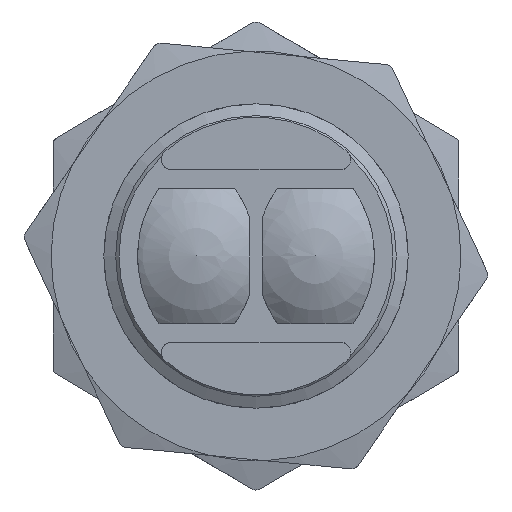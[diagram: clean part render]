
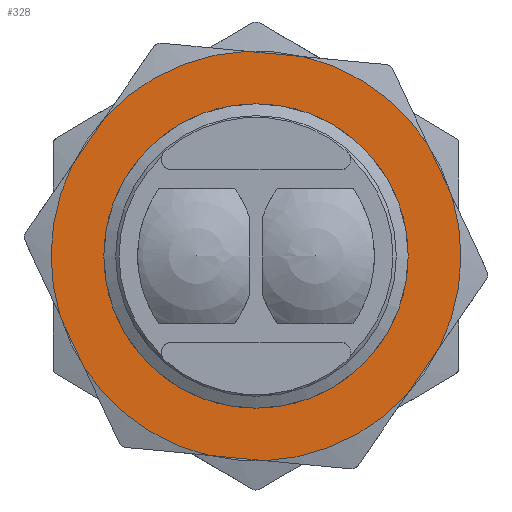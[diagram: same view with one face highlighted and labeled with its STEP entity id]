
A CAD part, left-side view. The second image highlights one B-rep face of the part: STEP entity #328.
In plain terms, the highlighted face is planar.
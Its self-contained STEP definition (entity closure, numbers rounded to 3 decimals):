
#328 = ADVANCED_FACE( '', ( #677, #678 ), #679, .F. );
#677 = FACE_BOUND( '', #1048, .T. );
#678 = FACE_OUTER_BOUND( '', #1049, .T. );
#679 = PLANE( '', #1050 );
#1048 = EDGE_LOOP( '', ( #1792 ) );
#1049 = EDGE_LOOP( '', ( #1793, #1794, #1795, #1796, #1797, #1798, #1799, #1800, #1801, #1802, #1803, #1804 ) );
#1050 = AXIS2_PLACEMENT_3D( '', #1805, #1806, #1807 );
#1792 = ORIENTED_EDGE( '', *, *, #2269, .T. );
#1793 = ORIENTED_EDGE( '', *, *, #2396, .F. );
#1794 = ORIENTED_EDGE( '', *, *, #2284, .T. );
#1795 = ORIENTED_EDGE( '', *, *, #2382, .F. );
#1796 = ORIENTED_EDGE( '', *, *, #2188, .T. );
#1797 = ORIENTED_EDGE( '', *, *, #2397, .F. );
#1798 = ORIENTED_EDGE( '', *, *, #2295, .T. );
#1799 = ORIENTED_EDGE( '', *, *, #2197, .F. );
#1800 = ORIENTED_EDGE( '', *, *, #2398, .T. );
#1801 = ORIENTED_EDGE( '', *, *, #2247, .F. );
#1802 = ORIENTED_EDGE( '', *, *, #2399, .T. );
#1803 = ORIENTED_EDGE( '', *, *, #2220, .F. );
#1804 = ORIENTED_EDGE( '', *, *, #2279, .T. );
#1805 = CARTESIAN_POINT( '', ( -13.918, 0., 4. ) );
#1806 = DIRECTION( '', ( 0., 0., -1. ) );
#1807 = DIRECTION( '', ( -1., 0., 0. ) );
#2188 = EDGE_CURVE( '', #2506, #2511, #2513, .F. );
#2197 = EDGE_CURVE( '', #2528, #2516, #2530, .T. );
#2220 = EDGE_CURVE( '', #2568, #2559, #2570, .T. );
#2247 = EDGE_CURVE( '', #2613, #2603, #2615, .T. );
#2269 = EDGE_CURVE( '', #2652, #2652, #2653, .T. );
#2279 = EDGE_CURVE( '', #2568, #2665, #2667, .F. );
#2284 = EDGE_CURVE( '', #2669, #2674, #2676, .F. );
#2295 = EDGE_CURVE( '', #2688, #2516, #2692, .F. );
#2382 = EDGE_CURVE( '', #2506, #2674, #2812, .T. );
#2396 = EDGE_CURVE( '', #2669, #2665, #2829, .T. );
#2397 = EDGE_CURVE( '', #2688, #2511, #2830, .T. );
#2398 = EDGE_CURVE( '', #2528, #2603, #2831, .F. );
#2399 = EDGE_CURVE( '', #2613, #2559, #2832, .F. );
#2506 = VERTEX_POINT( '', #3040 );
#2511 = VERTEX_POINT( '', #3053 );
#2513 = CIRCLE( '', #3058, 12.118 );
#2516 = VERTEX_POINT( '', #3061 );
#2528 = VERTEX_POINT( '', #3085 );
#2530 = LINE( '', #3090, #3091 );
#2559 = VERTEX_POINT( '', #3137 );
#2568 = VERTEX_POINT( '', #3157 );
#2570 = LINE( '', #3162, #3163 );
#2603 = VERTEX_POINT( '', #3210 );
#2613 = VERTEX_POINT( '', #3231 );
#2615 = LINE( '', #3236, #3237 );
#2652 = VERTEX_POINT( '', #3294 );
#2653 = CIRCLE( '', #3295, 9. );
#2665 = VERTEX_POINT( '', #3307 );
#2667 = CIRCLE( '', #3312, 12.118 );
#2669 = VERTEX_POINT( '', #3314 );
#2674 = VERTEX_POINT( '', #3327 );
#2676 = CIRCLE( '', #3332, 12.118 );
#2688 = VERTEX_POINT( '', #3354 );
#2692 = CIRCLE( '', #3366, 12.118 );
#2812 = LINE( '', #3612, #3613 );
#2829 = LINE( '', #3662, #3663 );
#2830 = LINE( '', #3664, #3665 );
#2831 = CIRCLE( '', #3666, 12.118 );
#2832 = CIRCLE( '', #3667, 12.118 );
#3040 = CARTESIAN_POINT( '', ( 1.69, -12., 4. ) );
#3053 = CARTESIAN_POINT( '', ( 9.489, -7.537, 4. ) );
#3058 = AXIS2_PLACEMENT_3D( '', #3813, #3814, #3815 );
#3061 = CARTESIAN_POINT( '', ( 11.202, 4.622, 4. ) );
#3085 = CARTESIAN_POINT( '', ( 9.489, 7.537, 4. ) );
#3090 = CARTESIAN_POINT( '', ( 13.918, 0., 4. ) );
#3091 = VECTOR( '', #3819, 1000. );
#3137 = CARTESIAN_POINT( '', ( -9.489, 7.537, 4. ) );
#3157 = CARTESIAN_POINT( '', ( -11.202, 4.622, 4. ) );
#3162 = CARTESIAN_POINT( '', ( -13.918, 0., 4. ) );
#3163 = VECTOR( '', #3838, 1000. );
#3210 = CARTESIAN_POINT( '', ( 1.69, 12., 4. ) );
#3231 = CARTESIAN_POINT( '', ( -1.69, 12., 4. ) );
#3236 = CARTESIAN_POINT( '', ( -6.867, 12., 4. ) );
#3237 = VECTOR( '', #3866, 1000. );
#3294 = CARTESIAN_POINT( '', ( -9., 0., 4. ) );
#3295 = AXIS2_PLACEMENT_3D( '', #3891, #3892, #3893 );
#3307 = CARTESIAN_POINT( '', ( -11.202, -4.622, 4. ) );
#3312 = AXIS2_PLACEMENT_3D( '', #3906, #3907, #3908 );
#3314 = CARTESIAN_POINT( '', ( -9.489, -7.537, 4. ) );
#3327 = CARTESIAN_POINT( '', ( -1.69, -12., 4. ) );
#3332 = AXIS2_PLACEMENT_3D( '', #3909, #3910, #3911 );
#3354 = CARTESIAN_POINT( '', ( 11.202, -4.622, 4. ) );
#3366 = AXIS2_PLACEMENT_3D( '', #3917, #3918, #3919 );
#3612 = CARTESIAN_POINT( '', ( -6.867, -12., 4. ) );
#3613 = VECTOR( '', #4020, 1000. );
#3662 = CARTESIAN_POINT( '', ( -13.918, 0., 4. ) );
#3663 = VECTOR( '', #4028, 1000. );
#3664 = CARTESIAN_POINT( '', ( 13.918, 0., 4. ) );
#3665 = VECTOR( '', #4029, 1000. );
#3666 = AXIS2_PLACEMENT_3D( '', #4030, #4031, #4032 );
#3667 = AXIS2_PLACEMENT_3D( '', #4033, #4034, #4035 );
#3813 = CARTESIAN_POINT( '', ( 0., 0., 4. ) );
#3814 = DIRECTION( '', ( 0., 0., -1. ) );
#3815 = DIRECTION( '', ( -1., 0., 0. ) );
#3819 = DIRECTION( '', ( 0.507, -0.862, 0. ) );
#3838 = DIRECTION( '', ( 0.507, 0.862, 0. ) );
#3866 = DIRECTION( '', ( 1., 0., 0. ) );
#3891 = CARTESIAN_POINT( '', ( 0., 0., 4. ) );
#3892 = DIRECTION( '', ( 0., 0., -1. ) );
#3893 = DIRECTION( '', ( -1., 0., 0. ) );
#3906 = CARTESIAN_POINT( '', ( 0., 0., 4. ) );
#3907 = DIRECTION( '', ( 0., 0., -1. ) );
#3908 = DIRECTION( '', ( -1., 0., 0. ) );
#3909 = CARTESIAN_POINT( '', ( 0., 0., 4. ) );
#3910 = DIRECTION( '', ( 0., 0., -1. ) );
#3911 = DIRECTION( '', ( -1., 0., 0. ) );
#3917 = CARTESIAN_POINT( '', ( 0., 0., 4. ) );
#3918 = DIRECTION( '', ( 0., 0., -1. ) );
#3919 = DIRECTION( '', ( -1., 0., 0. ) );
#4020 = DIRECTION( '', ( -1., 0., 0. ) );
#4028 = DIRECTION( '', ( -0.507, 0.862, 0. ) );
#4029 = DIRECTION( '', ( -0.507, -0.862, 0. ) );
#4030 = CARTESIAN_POINT( '', ( 0., 0., 4. ) );
#4031 = DIRECTION( '', ( 0., 0., -1. ) );
#4032 = DIRECTION( '', ( -1., 0., 0. ) );
#4033 = CARTESIAN_POINT( '', ( 0., 0., 4. ) );
#4034 = DIRECTION( '', ( 0., 0., -1. ) );
#4035 = DIRECTION( '', ( -1., 0., 0. ) );
